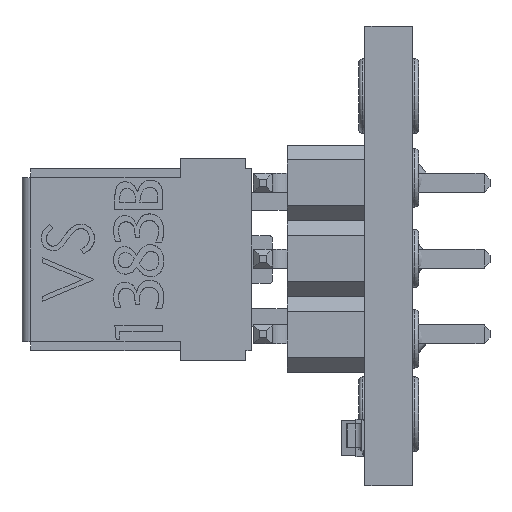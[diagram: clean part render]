
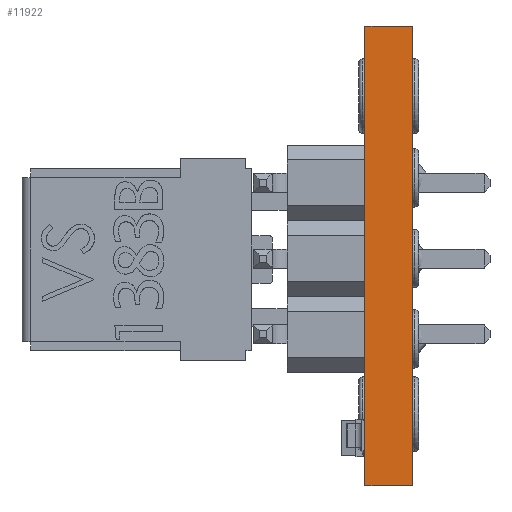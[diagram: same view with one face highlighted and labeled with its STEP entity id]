
A CAD part, left-side view. The second image highlights one B-rep face of the part: STEP entity #11922.
In plain terms, the highlighted planar face has unit normal (-1, 0, 0).
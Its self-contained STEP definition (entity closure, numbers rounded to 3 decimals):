
#186 = LINE ( 'NONE', #952, #14049 ) ;
#383 = ORIENTED_EDGE ( 'NONE', *, *, #2019, .F. ) ;
#952 = CARTESIAN_POINT ( 'NONE',  ( -9.6, 1.6, 7.7 ) ) ;
#1353 = DIRECTION ( 'NONE',  ( 0., -1., 0. ) ) ;
#1383 = EDGE_CURVE ( 'NONE', #9123, #28599, #27985, .T. ) ;
#2019 = EDGE_CURVE ( 'NONE', #9123, #26167, #5614, .T. ) ;
#3717 = CARTESIAN_POINT ( 'NONE',  ( -9.6, 0., 7.7 ) ) ;
#4510 = DIRECTION ( 'NONE',  ( 0., 0., 1. ) ) ;
#4629 = DIRECTION ( 'NONE',  ( 1., 0., 0. ) ) ;
#5300 = DIRECTION ( 'NONE',  ( 0., 0., 1. ) ) ;
#5614 = LINE ( 'NONE', #13908, #19783 ) ;
#7450 = EDGE_CURVE ( 'NONE', #26167, #18994, #186, .T. ) ;
#9123 = VERTEX_POINT ( 'NONE', #12259 ) ;
#9252 = CARTESIAN_POINT ( 'NONE',  ( -9.6, 0., -7.7 ) ) ;
#9604 = CARTESIAN_POINT ( 'NONE',  ( -9.6, 1.6, -7.7 ) ) ;
#11922 = ADVANCED_FACE ( 'NONE', ( #14833 ), #27758, .F. ) ;
#12102 = CARTESIAN_POINT ( 'NONE',  ( -9.6, 1.6, -7.7 ) ) ;
#12259 = CARTESIAN_POINT ( 'NONE',  ( -9.6, 1.6, -7.7 ) ) ;
#13908 = CARTESIAN_POINT ( 'NONE',  ( -9.6, 1.6, -7.7 ) ) ;
#14049 = VECTOR ( 'NONE', #1353, 1000. ) ;
#14833 = FACE_OUTER_BOUND ( 'NONE', #28627, .T. ) ;
#15977 = VECTOR ( 'NONE', #5300, 1000. ) ;
#16463 = DIRECTION ( 'NONE',  ( 0., 0., -1. ) ) ;
#18994 = VERTEX_POINT ( 'NONE', #3717 ) ;
#19026 = CARTESIAN_POINT ( 'NONE',  ( -9.6, 0., -7.7 ) ) ;
#19089 = DIRECTION ( 'NONE',  ( 0., -1., 0. ) ) ;
#19783 = VECTOR ( 'NONE', #4510, 1000. ) ;
#21627 = CARTESIAN_POINT ( 'NONE',  ( -9.6, 1.6, 7.7 ) ) ;
#21718 = ORIENTED_EDGE ( 'NONE', *, *, #1383, .T. ) ;
#21803 = VECTOR ( 'NONE', #19089, 1000. ) ;
#22056 = LINE ( 'NONE', #19026, #15977 ) ;
#22546 = ORIENTED_EDGE ( 'NONE', *, *, #7450, .F. ) ;
#23172 = EDGE_CURVE ( 'NONE', #28599, #18994, #22056, .T. ) ;
#24964 = ORIENTED_EDGE ( 'NONE', *, *, #23172, .T. ) ;
#26167 = VERTEX_POINT ( 'NONE', #21627 ) ;
#27758 = PLANE ( 'NONE',  #28689 ) ;
#27985 = LINE ( 'NONE', #12102, #21803 ) ;
#28599 = VERTEX_POINT ( 'NONE', #9252 ) ;
#28627 = EDGE_LOOP ( 'NONE', ( #24964, #22546, #383, #21718 ) ) ;
#28689 = AXIS2_PLACEMENT_3D ( 'NONE', #9604, #4629, #16463 ) ;
